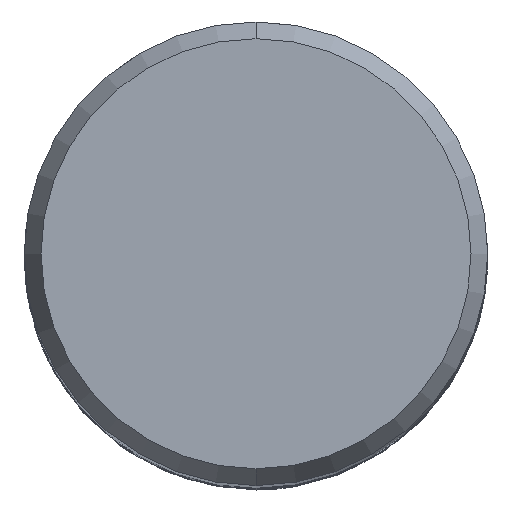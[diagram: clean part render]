
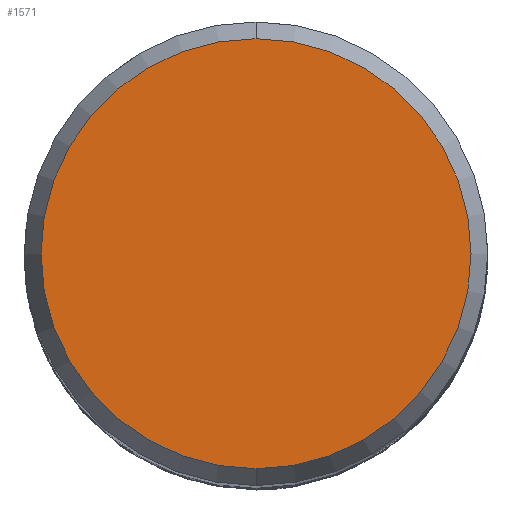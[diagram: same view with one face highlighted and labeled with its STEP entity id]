
A CAD part, top view. The second image highlights one B-rep face of the part: STEP entity #1571.
In plain terms, the highlighted planar face has unit normal (0, 0, 1).
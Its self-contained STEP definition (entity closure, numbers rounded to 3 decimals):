
#849=EDGE_CURVE('',#2069,#1297,#2272,.T.);
#1297=VERTEX_POINT('',#2761);
#1461=EDGE_CURVE('',#1297,#2069,#2934,.T.);
#1571=ADVANCED_FACE('',(#3057),#3058,.T.);
#2069=VERTEX_POINT('',#3603);
#2272=CIRCLE('',#5779,7.423);
#2761=CARTESIAN_POINT('',(0.,-7.423,0.0));
#2934=CIRCLE('',#12075,7.423);
#3057=FACE_OUTER_BOUND('',#13738,.T.);
#3058=PLANE('',#13739);
#3603=CARTESIAN_POINT('',(0.0,7.423,0.0));
#5779=AXIS2_PLACEMENT_3D('',#21130,#21131,#21132);
#12075=AXIS2_PLACEMENT_3D('',#21737,#21738,#21739);
#13738=EDGE_LOOP('',(#21871,#21872));
#13739=AXIS2_PLACEMENT_3D('',#21873,#21874,#21875);
#21130=CARTESIAN_POINT('',(0.0,0.0,0.0));
#21131=DIRECTION('',(0.0,0.0,-1.0));
#21132=DIRECTION('',(0.0,1.0,0.0));
#21737=CARTESIAN_POINT('',(0.0,0.0,0.0));
#21738=DIRECTION('',(0.0,0.0,-1.0));
#21739=DIRECTION('',(0.0,1.0,0.0));
#21871=ORIENTED_EDGE('',*,*,#849,.F.);
#21872=ORIENTED_EDGE('',*,*,#1461,.F.);
#21873=CARTESIAN_POINT('',(0.0,3.711,0.0));
#21874=DIRECTION('',(-0.0,0.0,1.0));
#21875=DIRECTION('',(0.0,-1.0,0.0));
